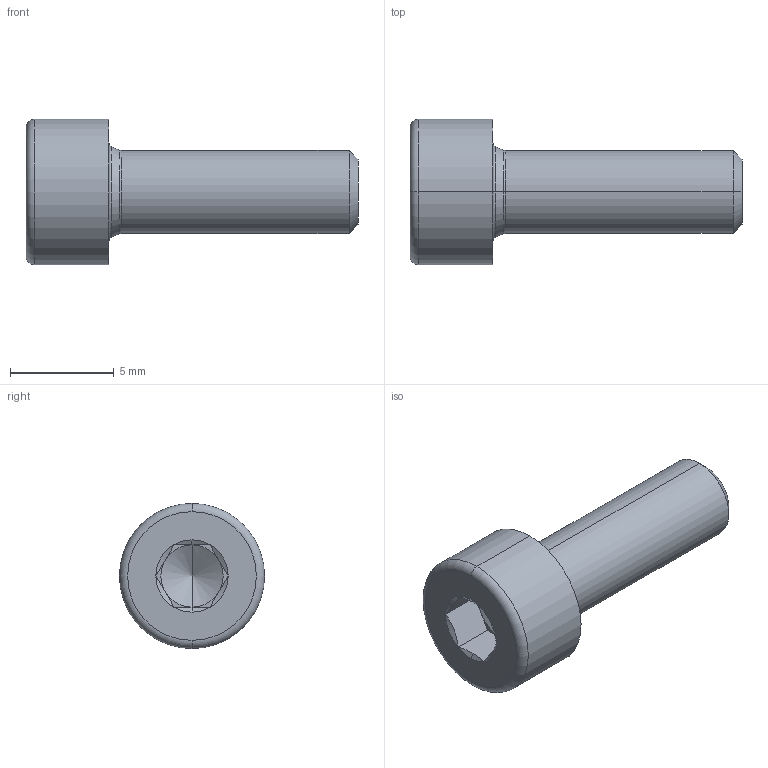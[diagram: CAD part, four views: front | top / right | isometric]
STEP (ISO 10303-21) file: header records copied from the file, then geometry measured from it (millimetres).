
FILE_DESCRIPTION(('HOOPS Exchange Step'),'2;1');
FILE_NAME('export-5E17358F-52BC-489B-A067-630EC1983481.stp','2022-03-26T15:47:14+01:00',('Engineering'),('Alibre'),'HOOPS Exchange 2021.0','Alibre','Unknown authorisation');
FILE_SCHEMA( ('AP242_MANAGED_MODEL_BASED_3D_ENGINEERING_MIM_LF {1 0 10303 442 1 1 4 }') );
Length unit declared in the file: millimetre
Products named in the file (1): 813 M4x12 DIN 912 metric bolt
Bounding box: 16 x 7 x 7 mm (x, y, z)
Volume: 286 mm3; surface area: 327.3 mm2
Topology: 1 solids, 1 shells, 33 faces, 72 edges, 41 vertices
Faces by surface type: plane 15, cone 8, torus 6, cylinder 4
Entity records: 959 total; most frequent: CARTESIAN_POINT 202, DIRECTION 164, ORIENTED_EDGE 140, EDGE_CURVE 70, AXIS2_PLACEMENT_3D 67, VERTEX_POINT 41, EDGE_LOOP 35, FACE_BOUND 35
